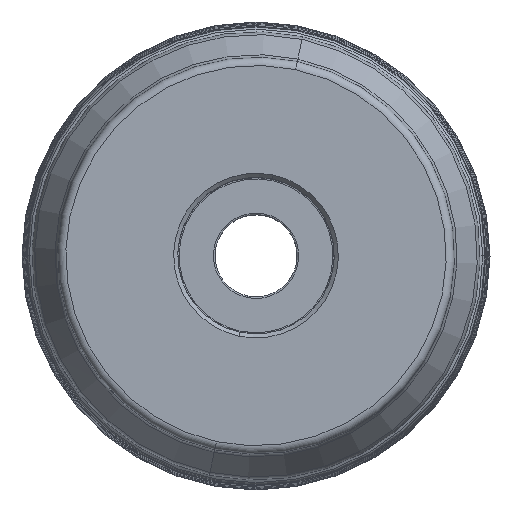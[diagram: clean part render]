
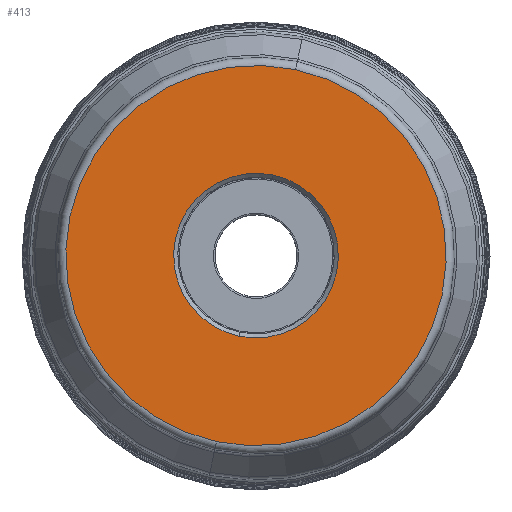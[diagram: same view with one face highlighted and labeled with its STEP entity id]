
A CAD part, top view. The second image highlights one B-rep face of the part: STEP entity #413.
In plain terms, the highlighted planar face has unit normal (0, 0, 1).
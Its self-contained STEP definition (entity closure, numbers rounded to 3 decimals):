
#61=PLANE('',#3957);
#73=FACE_BOUND('',#865,.T.);
#74=FACE_BOUND('',#866,.T.);
#413=ADVANCED_FACE('',(#73,#74),#61,.F.);
#865=EDGE_LOOP('',(#1628,#1629,#1630,#1631));
#866=EDGE_LOOP('',(#1632,#1633));
#1628=ORIENTED_EDGE('',*,*,#2404,.T.);
#1629=ORIENTED_EDGE('',*,*,#2405,.T.);
#1630=ORIENTED_EDGE('',*,*,#2406,.F.);
#1631=ORIENTED_EDGE('',*,*,#2407,.F.);
#1632=ORIENTED_EDGE('',*,*,#2403,.T.);
#1633=ORIENTED_EDGE('',*,*,#2401,.T.);
#1982=VERTEX_POINT('',#6921);
#1983=VERTEX_POINT('',#6923);
#1984=VERTEX_POINT('',#6929);
#1985=VERTEX_POINT('',#6930);
#1986=VERTEX_POINT('',#6932);
#1987=VERTEX_POINT('',#6934);
#2401=EDGE_CURVE('',#1983,#1982,#2860,.T.);
#2403=EDGE_CURVE('',#1982,#1983,#2861,.T.);
#2404=EDGE_CURVE('',#1984,#1985,#2862,.T.);
#2405=EDGE_CURVE('',#1985,#1986,#2863,.T.);
#2406=EDGE_CURVE('',#1987,#1986,#2864,.T.);
#2407=EDGE_CURVE('',#1984,#1987,#2865,.T.);
#2860=CIRCLE('',#3949,20.085);
#2861=CIRCLE('',#3951,20.085);
#2862=CIRCLE('',#3953,46.385);
#2863=CIRCLE('',#3954,46.385);
#2864=CIRCLE('',#3955,46.385);
#2865=CIRCLE('',#3956,46.385);
#3949=AXIS2_PLACEMENT_3D('',#6922,#5033,#5034);
#3951=AXIS2_PLACEMENT_3D('',#6926,#5038,#5039);
#3953=AXIS2_PLACEMENT_3D('',#6928,#5042,#5043);
#3954=AXIS2_PLACEMENT_3D('',#6931,#5044,#5045);
#3955=AXIS2_PLACEMENT_3D('',#6933,#5046,#5047);
#3956=AXIS2_PLACEMENT_3D('',#6935,#5048,#5049);
#3957=AXIS2_PLACEMENT_3D('',#6936,#5050,#5051);
#5033=DIRECTION('',(0.,0.,-1.));
#5034=DIRECTION('',(-0.208,-0.978,0.));
#5038=DIRECTION('',(0.,0.,-1.));
#5039=DIRECTION('',(0.208,0.978,0.));
#5042=DIRECTION('',(0.,0.,1.));
#5043=DIRECTION('',(0.208,0.978,0.));
#5044=DIRECTION('',(0.,0.,1.));
#5045=DIRECTION('',(-0.208,-0.978,0.));
#5046=DIRECTION('',(0.,0.,-1.));
#5047=DIRECTION('',(-0.208,-0.978,0.));
#5048=DIRECTION('',(0.,0.,-1.));
#5049=DIRECTION('',(0.208,0.978,0.));
#5050=DIRECTION('',(0.,0.,-1.));
#5051=DIRECTION('',(0.208,0.978,0.));
#6921=CARTESIAN_POINT('',(4.176,19.646,0.));
#6922=CARTESIAN_POINT('',(0.,0.,0.));
#6923=CARTESIAN_POINT('',(-4.176,-19.646,0.));
#6926=CARTESIAN_POINT('',(0.,0.,0.));
#6928=CARTESIAN_POINT('',(0.,0.,0.));
#6929=CARTESIAN_POINT('',(9.629,45.375,0.));
#6930=CARTESIAN_POINT('',(-9.644,-45.371,0.));
#6931=CARTESIAN_POINT('',(0.,0.,0.));
#6932=CARTESIAN_POINT('',(-9.629,-45.375,0.));
#6933=CARTESIAN_POINT('',(0.,0.,0.));
#6934=CARTESIAN_POINT('',(9.644,45.371,0.));
#6935=CARTESIAN_POINT('',(0.,0.,0.));
#6936=CARTESIAN_POINT('',(0.,0.,0.));
